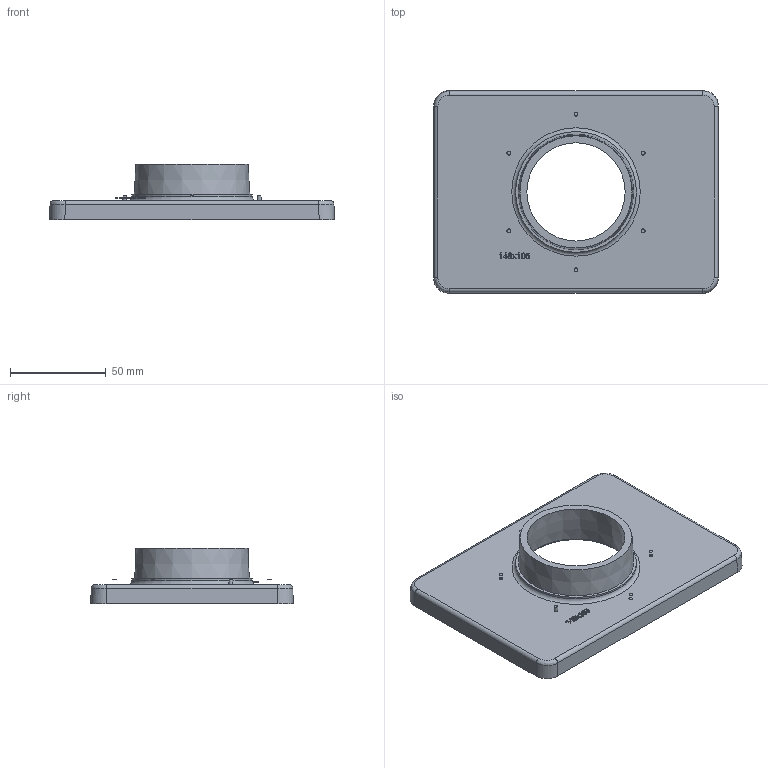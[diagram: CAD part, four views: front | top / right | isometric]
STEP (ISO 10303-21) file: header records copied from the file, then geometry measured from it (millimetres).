
FILE_DESCRIPTION(/* description */ (''),/* implementation_level */ '2;1');
FILE_NAME(/* name */ 'Adapter.step',/* time_stamp */ '2020-03-21T20:31:41-04:00',/* author */ (''),/* organization */ (''),/* preprocessor_version */ 'ST-DEVELOPER v18',/* originating_system */ 'Autodesk Translation Framework v8.12.0.6',/* authorisation */ '');
FILE_SCHEMA (('AUTOMOTIVE_DESIGN { 1 0 10303 214 3 1 1 }'));
Length unit declared in the file: millimetre
Products named in the file (1): Adapter
Bounding box: 148.7 x 105.7 x 29 mm (x, y, z)
Volume: 70738.9 mm3; surface area: 57594.2 mm2
Topology: 8 solids, 8 shells, 661 faces, 1786 edges, 1150 vertices
Faces by surface type: plane 285, cylinder 225, bspline 141, cone 8, torus 2
Full cylindrical faces by diameter (mm): 63 x1
Entity records: 22182 total; most frequent: CARTESIAN_POINT 6219, ORIENTED_EDGE 3572, DIRECTION 2914, EDGE_CURVE 1786, VERTEX_POINT 1150, LINE 1132, VECTOR 1132, AXIS2_PLACEMENT_3D 891
